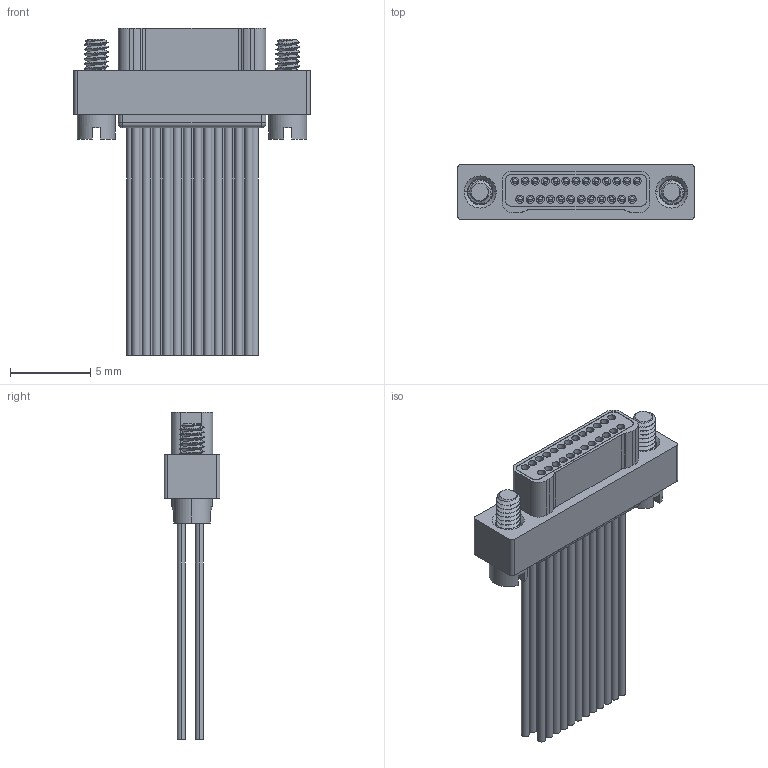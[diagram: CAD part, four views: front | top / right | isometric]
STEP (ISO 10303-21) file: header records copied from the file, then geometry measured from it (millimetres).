
FILE_DESCRIPTION((''),'2;1');
FILE_NAME('PRT0002','2024-11-05T',('gongcheng6'),(''),'PRO/ENGINEER BY PARAMETRIC TECHNOLOGY CORPORATION, 2010280','PRO/ENGINEER BY PARAMETRIC TECHNOLOGY CORPORATION, 2010280','');
FILE_SCHEMA(('CONFIG_CONTROL_DESIGN'));
Length unit declared in the file: millimetre
Products named in the file (1): PRT0002
Bounding box: 14.71 x 3.48 x 20.4 mm (x, y, z)
Volume: 290.8 mm3; surface area: 1116.9 mm2
Topology: 1 solids, 1 shells, 397 faces, 992 edges, 627 vertices
Faces by surface type: cylinder 240, plane 91, sphere 54, cone 8, bspline 4
Entity records: 19692 total; most frequent: CARTESIAN_POINT 10218, DIRECTION 2086, ORIENTED_EDGE 1876, EDGE_CURVE 938, AXIS2_PLACEMENT_3D 879, VERTEX_POINT 627, CIRCLE 486, EDGE_LOOP 481
